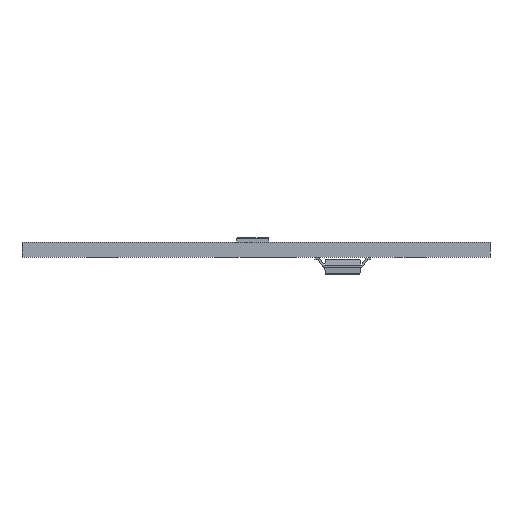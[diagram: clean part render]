
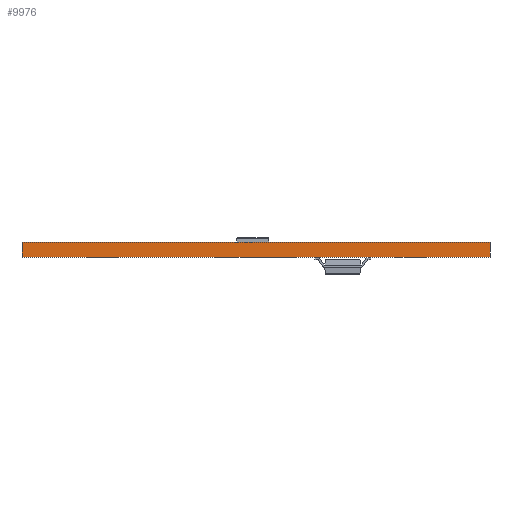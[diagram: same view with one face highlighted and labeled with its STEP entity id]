
A CAD part, front view. The second image highlights one B-rep face of the part: STEP entity #9976.
In plain terms, the highlighted planar face has unit normal (0, -1, 0).
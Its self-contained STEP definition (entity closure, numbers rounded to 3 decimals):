
#9976 = ADVANCED_FACE('',(#9977),#9991,.T.);
#9977 = FACE_BOUND('',#9978,.T.);
#9978 = EDGE_LOOP('',(#9979,#10014,#10042,#10070));
#9979 = ORIENTED_EDGE('',*,*,#9980,.T.);
#9980 = EDGE_CURVE('',#9981,#9983,#9985,.T.);
#9981 = VERTEX_POINT('',#9982);
#9982 = CARTESIAN_POINT('',(50.,-0.,0.));
#9983 = VERTEX_POINT('',#9984);
#9984 = CARTESIAN_POINT('',(50.,0.,1.58));
#9985 = SURFACE_CURVE('',#9986,(#9990,#10002),.PCURVE_S1.);
#9986 = LINE('',#9987,#9988);
#9987 = CARTESIAN_POINT('',(50.,-0.,0.));
#9988 = VECTOR('',#9989,1.);
#9989 = DIRECTION('',(0.,0.,1.));
#9990 = PCURVE('',#9991,#9996);
#9991 = PLANE('',#9992);
#9992 = AXIS2_PLACEMENT_3D('',#9993,#9994,#9995);
#9993 = CARTESIAN_POINT('',(50.,0.,0.));
#9994 = DIRECTION('',(0.,-1.,0.));
#9995 = DIRECTION('',(-1.,0.,0.));
#9996 = DEFINITIONAL_REPRESENTATION('',(#9997),#10001);
#9997 = LINE('',#9998,#9999);
#9998 = CARTESIAN_POINT('',(0.,0.));
#9999 = VECTOR('',#10000,1.);
#10000 = DIRECTION('',(0.,-1.));
#10001 = ( GEOMETRIC_REPRESENTATION_CONTEXT(2) 
PARAMETRIC_REPRESENTATION_CONTEXT() REPRESENTATION_CONTEXT('2D SPACE',''
  ) );
#10002 = PCURVE('',#10003,#10008);
#10003 = PLANE('',#10004);
#10004 = AXIS2_PLACEMENT_3D('',#10005,#10006,#10007);
#10005 = CARTESIAN_POINT('',(50.,50.,0.));
#10006 = DIRECTION('',(1.,0.,-0.));
#10007 = DIRECTION('',(0.,-1.,0.));
#10008 = DEFINITIONAL_REPRESENTATION('',(#10009),#10013);
#10009 = LINE('',#10010,#10011);
#10010 = CARTESIAN_POINT('',(50.,0.));
#10011 = VECTOR('',#10012,1.);
#10012 = DIRECTION('',(0.,-1.));
#10013 = ( GEOMETRIC_REPRESENTATION_CONTEXT(2) 
PARAMETRIC_REPRESENTATION_CONTEXT() REPRESENTATION_CONTEXT('2D SPACE',''
  ) );
#10014 = ORIENTED_EDGE('',*,*,#10015,.T.);
#10015 = EDGE_CURVE('',#9983,#10016,#10018,.T.);
#10016 = VERTEX_POINT('',#10017);
#10017 = CARTESIAN_POINT('',(0.,0.,1.58));
#10018 = SURFACE_CURVE('',#10019,(#10023,#10030),.PCURVE_S1.);
#10019 = LINE('',#10020,#10021);
#10020 = CARTESIAN_POINT('',(50.,0.,1.58));
#10021 = VECTOR('',#10022,1.);
#10022 = DIRECTION('',(-1.,0.,0.));
#10023 = PCURVE('',#9991,#10024);
#10024 = DEFINITIONAL_REPRESENTATION('',(#10025),#10029);
#10025 = LINE('',#10026,#10027);
#10026 = CARTESIAN_POINT('',(0.,-1.58));
#10027 = VECTOR('',#10028,1.);
#10028 = DIRECTION('',(1.,0.));
#10029 = ( GEOMETRIC_REPRESENTATION_CONTEXT(2) 
PARAMETRIC_REPRESENTATION_CONTEXT() REPRESENTATION_CONTEXT('2D SPACE',''
  ) );
#10030 = PCURVE('',#10031,#10036);
#10031 = PLANE('',#10032);
#10032 = AXIS2_PLACEMENT_3D('',#10033,#10034,#10035);
#10033 = CARTESIAN_POINT('',(25.,25.,1.58));
#10034 = DIRECTION('',(-0.,-0.,-1.));
#10035 = DIRECTION('',(-1.,0.,0.));
#10036 = DEFINITIONAL_REPRESENTATION('',(#10037),#10041);
#10037 = LINE('',#10038,#10039);
#10038 = CARTESIAN_POINT('',(-25.,-25.));
#10039 = VECTOR('',#10040,1.);
#10040 = DIRECTION('',(1.,0.));
#10041 = ( GEOMETRIC_REPRESENTATION_CONTEXT(2) 
PARAMETRIC_REPRESENTATION_CONTEXT() REPRESENTATION_CONTEXT('2D SPACE',''
  ) );
#10042 = ORIENTED_EDGE('',*,*,#10043,.F.);
#10043 = EDGE_CURVE('',#10044,#10016,#10046,.T.);
#10044 = VERTEX_POINT('',#10045);
#10045 = CARTESIAN_POINT('',(0.,-0.,0.));
#10046 = SURFACE_CURVE('',#10047,(#10051,#10058),.PCURVE_S1.);
#10047 = LINE('',#10048,#10049);
#10048 = CARTESIAN_POINT('',(0.,-0.,0.));
#10049 = VECTOR('',#10050,1.);
#10050 = DIRECTION('',(0.,0.,1.));
#10051 = PCURVE('',#9991,#10052);
#10052 = DEFINITIONAL_REPRESENTATION('',(#10053),#10057);
#10053 = LINE('',#10054,#10055);
#10054 = CARTESIAN_POINT('',(50.,0.));
#10055 = VECTOR('',#10056,1.);
#10056 = DIRECTION('',(0.,-1.));
#10057 = ( GEOMETRIC_REPRESENTATION_CONTEXT(2) 
PARAMETRIC_REPRESENTATION_CONTEXT() REPRESENTATION_CONTEXT('2D SPACE',''
  ) );
#10058 = PCURVE('',#10059,#10064);
#10059 = PLANE('',#10060);
#10060 = AXIS2_PLACEMENT_3D('',#10061,#10062,#10063);
#10061 = CARTESIAN_POINT('',(0.,0.,0.));
#10062 = DIRECTION('',(-1.,0.,0.));
#10063 = DIRECTION('',(0.,1.,0.));
#10064 = DEFINITIONAL_REPRESENTATION('',(#10065),#10069);
#10065 = LINE('',#10066,#10067);
#10066 = CARTESIAN_POINT('',(0.,0.));
#10067 = VECTOR('',#10068,1.);
#10068 = DIRECTION('',(0.,-1.));
#10069 = ( GEOMETRIC_REPRESENTATION_CONTEXT(2) 
PARAMETRIC_REPRESENTATION_CONTEXT() REPRESENTATION_CONTEXT('2D SPACE',''
  ) );
#10070 = ORIENTED_EDGE('',*,*,#10071,.F.);
#10071 = EDGE_CURVE('',#9981,#10044,#10072,.T.);
#10072 = SURFACE_CURVE('',#10073,(#10077,#10084),.PCURVE_S1.);
#10073 = LINE('',#10074,#10075);
#10074 = CARTESIAN_POINT('',(50.,-0.,0.));
#10075 = VECTOR('',#10076,1.);
#10076 = DIRECTION('',(-1.,0.,0.));
#10077 = PCURVE('',#9991,#10078);
#10078 = DEFINITIONAL_REPRESENTATION('',(#10079),#10083);
#10079 = LINE('',#10080,#10081);
#10080 = CARTESIAN_POINT('',(0.,0.));
#10081 = VECTOR('',#10082,1.);
#10082 = DIRECTION('',(1.,0.));
#10083 = ( GEOMETRIC_REPRESENTATION_CONTEXT(2) 
PARAMETRIC_REPRESENTATION_CONTEXT() REPRESENTATION_CONTEXT('2D SPACE',''
  ) );
#10084 = PCURVE('',#10085,#10090);
#10085 = PLANE('',#10086);
#10086 = AXIS2_PLACEMENT_3D('',#10087,#10088,#10089);
#10087 = CARTESIAN_POINT('',(25.,25.,0.));
#10088 = DIRECTION('',(-0.,-0.,-1.));
#10089 = DIRECTION('',(-1.,0.,0.));
#10090 = DEFINITIONAL_REPRESENTATION('',(#10091),#10095);
#10091 = LINE('',#10092,#10093);
#10092 = CARTESIAN_POINT('',(-25.,-25.));
#10093 = VECTOR('',#10094,1.);
#10094 = DIRECTION('',(1.,0.));
#10095 = ( GEOMETRIC_REPRESENTATION_CONTEXT(2) 
PARAMETRIC_REPRESENTATION_CONTEXT() REPRESENTATION_CONTEXT('2D SPACE',''
  ) );
